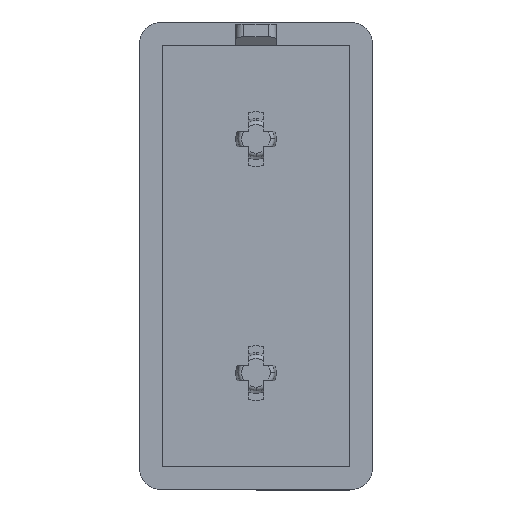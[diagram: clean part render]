
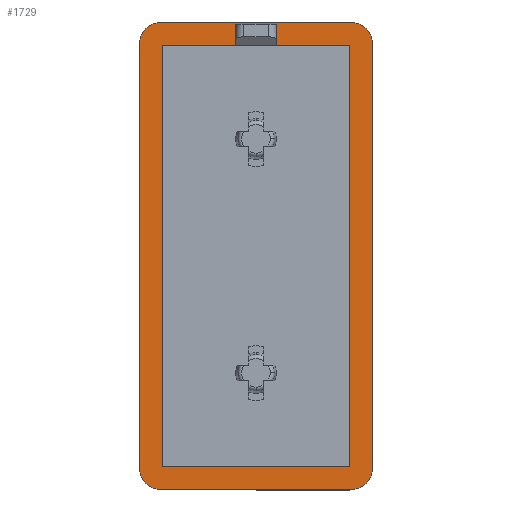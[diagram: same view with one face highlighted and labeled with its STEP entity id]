
A CAD part, top view. The second image highlights one B-rep face of the part: STEP entity #1729.
In plain terms, the highlighted planar face has unit normal (0, 0, 1).
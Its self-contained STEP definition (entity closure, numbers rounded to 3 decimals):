
#55 = EDGE_CURVE ( 'NONE', #130, #862, #1553, .T. ) ;
#58 = ORIENTED_EDGE ( 'NONE', *, *, #1402, .F. ) ;
#65 = CARTESIAN_POINT ( 'NONE',  ( -12., -30., 3. ) ) ;
#71 = DIRECTION ( 'NONE',  ( 0., 0., 1. ) ) ;
#76 = DIRECTION ( 'NONE',  ( -1., 0., 0. ) ) ;
#103 = ORIENTED_EDGE ( 'NONE', *, *, #2090, .T. ) ;
#130 = VERTEX_POINT ( 'NONE', #2874 ) ;
#202 = CARTESIAN_POINT ( 'NONE',  ( 12., 30., 3. ) ) ;
#203 = DIRECTION ( 'NONE',  ( 1., 0., 0. ) ) ;
#220 = CARTESIAN_POINT ( 'NONE',  ( -12., -27., 3. ) ) ;
#276 = EDGE_LOOP ( 'NONE', ( #103, #1481, #1323, #980, #1643, #1301, #2894, #1043 ) ) ;
#296 = DIRECTION ( 'NONE',  ( 0., 1., 0. ) ) ;
#306 = AXIS2_PLACEMENT_3D ( 'NONE', #773, #552, #296 ) ;
#400 = EDGE_CURVE ( 'NONE', #862, #1203, #920, .T. ) ;
#445 = VERTEX_POINT ( 'NONE', #1561 ) ;
#467 = CARTESIAN_POINT ( 'NONE',  ( -15., 27., 3. ) ) ;
#468 = LINE ( 'NONE', #1606, #2614 ) ;
#471 = FACE_BOUND ( 'NONE', #276, .T. ) ;
#512 = VERTEX_POINT ( 'NONE', #1756 ) ;
#547 = DIRECTION ( 'NONE',  ( 0., 1., 0. ) ) ;
#552 = DIRECTION ( 'NONE',  ( 0., 0., 1. ) ) ;
#573 = CARTESIAN_POINT ( 'NONE',  ( -15., -27., 3. ) ) ;
#591 = CARTESIAN_POINT ( 'NONE',  ( 12., -30., 3. ) ) ;
#612 = VECTOR ( 'NONE', #76, 1000. ) ;
#649 = VERTEX_POINT ( 'NONE', #2339 ) ;
#651 = CARTESIAN_POINT ( 'NONE',  ( 2.6, -30., 3. ) ) ;
#663 = EDGE_CURVE ( 'NONE', #1359, #1670, #1934, .T. ) ;
#666 = LINE ( 'NONE', #1404, #2503 ) ;
#669 = CARTESIAN_POINT ( 'NONE',  ( -2.6, 27., 3. ) ) ;
#702 = DIRECTION ( 'NONE',  ( 1., 0., 0. ) ) ;
#735 = VECTOR ( 'NONE', #547, 1000. ) ;
#767 = DIRECTION ( 'NONE',  ( 0., 1., 0. ) ) ;
#773 = CARTESIAN_POINT ( 'NONE',  ( -12., -27., 3. ) ) ;
#776 = LINE ( 'NONE', #591, #2127 ) ;
#787 = CIRCLE ( 'NONE', #2459, 3. ) ;
#788 = ORIENTED_EDGE ( 'NONE', *, *, #899, .T. ) ;
#813 = VERTEX_POINT ( 'NONE', #220 ) ;
#846 = AXIS2_PLACEMENT_3D ( 'NONE', #2273, #2756, #1857 ) ;
#862 = VERTEX_POINT ( 'NONE', #2940 ) ;
#863 = CARTESIAN_POINT ( 'NONE',  ( 15., 30., 3. ) ) ;
#870 = CARTESIAN_POINT ( 'NONE',  ( 12., -27., 3. ) ) ;
#899 = EDGE_CURVE ( 'NONE', #1958, #649, #2547, .T. ) ;
#907 = VECTOR ( 'NONE', #2767, 1000. ) ;
#920 = CIRCLE ( 'NONE', #2573, 3. ) ;
#975 = VECTOR ( 'NONE', #2477, 1000. ) ;
#980 = ORIENTED_EDGE ( 'NONE', *, *, #2243, .T. ) ;
#986 = DIRECTION ( 'NONE',  ( 0., 0., 1. ) ) ;
#1043 = ORIENTED_EDGE ( 'NONE', *, *, #2713, .T. ) ;
#1074 = CIRCLE ( 'NONE', #306, 3. ) ;
#1080 = LINE ( 'NONE', #651, #2746 ) ;
#1139 = VERTEX_POINT ( 'NONE', #2585 ) ;
#1161 = CARTESIAN_POINT ( 'NONE',  ( -12., 27., 3. ) ) ;
#1177 = CARTESIAN_POINT ( 'NONE',  ( 2.6, 27., 3. ) ) ;
#1190 = ORIENTED_EDGE ( 'NONE', *, *, #55, .T. ) ;
#1191 = ORIENTED_EDGE ( 'NONE', *, *, #2184, .T. ) ;
#1196 = CARTESIAN_POINT ( 'NONE',  ( -15., 30., 3. ) ) ;
#1203 = VERTEX_POINT ( 'NONE', #202 ) ;
#1208 = EDGE_LOOP ( 'NONE', ( #788, #1222, #1190, #2868, #1191, #58, #2677, #1571 ) ) ;
#1222 = ORIENTED_EDGE ( 'NONE', *, *, #2913, .T. ) ;
#1301 = ORIENTED_EDGE ( 'NONE', *, *, #1428, .T. ) ;
#1323 = ORIENTED_EDGE ( 'NONE', *, *, #2638, .T. ) ;
#1359 = VERTEX_POINT ( 'NONE', #467 ) ;
#1402 = EDGE_CURVE ( 'NONE', #1359, #1139, #787, .T. ) ;
#1404 = CARTESIAN_POINT ( 'NONE',  ( -15., 27., 3. ) ) ;
#1424 = CARTESIAN_POINT ( 'NONE',  ( 15., -30., 3. ) ) ;
#1428 = EDGE_CURVE ( 'NONE', #2372, #1827, #2855, .T. ) ;
#1436 = CARTESIAN_POINT ( 'NONE',  ( 12., 27., 3. ) ) ;
#1481 = ORIENTED_EDGE ( 'NONE', *, *, #2656, .T. ) ;
#1484 = VECTOR ( 'NONE', #702, 1000. ) ;
#1553 = LINE ( 'NONE', #863, #975 ) ;
#1560 = DIRECTION ( 'NONE',  ( 0., -1., 0. ) ) ;
#1561 = CARTESIAN_POINT ( 'NONE',  ( 12., 27., 3. ) ) ;
#1571 = ORIENTED_EDGE ( 'NONE', *, *, #1786, .T. ) ;
#1606 = CARTESIAN_POINT ( 'NONE',  ( -15., 27., 3. ) ) ;
#1643 = ORIENTED_EDGE ( 'NONE', *, *, #1651, .T. ) ;
#1651 = EDGE_CURVE ( 'NONE', #1698, #2372, #666, .T. ) ;
#1670 = VERTEX_POINT ( 'NONE', #2310 ) ;
#1677 = DIRECTION ( 'NONE',  ( 0., -1., 0. ) ) ;
#1679 = CARTESIAN_POINT ( 'NONE',  ( -12., 27., 3. ) ) ;
#1694 = CARTESIAN_POINT ( 'NONE',  ( -2.6, -30., 3. ) ) ;
#1698 = VERTEX_POINT ( 'NONE', #1161 ) ;
#1729 = ADVANCED_FACE ( 'NONE', ( #2508, #471 ), #2284, .T. ) ;
#1756 = CARTESIAN_POINT ( 'NONE',  ( 2.6, 29.7, 3. ) ) ;
#1763 = CARTESIAN_POINT ( 'NONE',  ( -12., -30., 3. ) ) ;
#1771 = VECTOR ( 'NONE', #1677, 1000. ) ;
#1786 = EDGE_CURVE ( 'NONE', #1670, #1958, #1074, .T. ) ;
#1810 = CARTESIAN_POINT ( 'NONE',  ( -15., 29.7, 3. ) ) ;
#1825 = DIRECTION ( 'NONE',  ( 1., 0., 0. ) ) ;
#1827 = VERTEX_POINT ( 'NONE', #2830 ) ;
#1853 = LINE ( 'NONE', #1810, #2430 ) ;
#1857 = DIRECTION ( 'NONE',  ( 0., 1., 0. ) ) ;
#1875 = VERTEX_POINT ( 'NONE', #1177 ) ;
#1934 = LINE ( 'NONE', #1196, #1771 ) ;
#1951 = DIRECTION ( 'NONE',  ( 0., 0., -1. ) ) ;
#1958 = VERTEX_POINT ( 'NONE', #1763 ) ;
#2040 = EDGE_CURVE ( 'NONE', #1827, #512, #1853, .T. ) ;
#2086 = DIRECTION ( 'NONE',  ( 1., 0., 0. ) ) ;
#2088 = VECTOR ( 'NONE', #2097, 1000. ) ;
#2090 = EDGE_CURVE ( 'NONE', #1875, #445, #468, .T. ) ;
#2097 = DIRECTION ( 'NONE',  ( -1., 0., 0. ) ) ;
#2124 = CIRCLE ( 'NONE', #846, 3. ) ;
#2127 = VECTOR ( 'NONE', #2164, 1000. ) ;
#2141 = LINE ( 'NONE', #65, #907 ) ;
#2164 = DIRECTION ( 'NONE',  ( 0., -1., 0. ) ) ;
#2184 = EDGE_CURVE ( 'NONE', #1203, #1139, #2569, .T. ) ;
#2243 = EDGE_CURVE ( 'NONE', #813, #1698, #2141, .T. ) ;
#2273 = CARTESIAN_POINT ( 'NONE',  ( 12., -27., 3. ) ) ;
#2284 = PLANE ( 'NONE',  #2458 ) ;
#2310 = CARTESIAN_POINT ( 'NONE',  ( -15., -27., 3. ) ) ;
#2339 = CARTESIAN_POINT ( 'NONE',  ( 12., -30., 3. ) ) ;
#2372 = VERTEX_POINT ( 'NONE', #669 ) ;
#2395 = DIRECTION ( 'NONE',  ( 0., 1., 0. ) ) ;
#2430 = VECTOR ( 'NONE', #1825, 1000. ) ;
#2458 = AXIS2_PLACEMENT_3D ( 'NONE', #2817, #71, #2086 ) ;
#2459 = AXIS2_PLACEMENT_3D ( 'NONE', #1679, #1951, #2395 ) ;
#2477 = DIRECTION ( 'NONE',  ( 0., 1., 0. ) ) ;
#2503 = VECTOR ( 'NONE', #2521, 1000. ) ;
#2508 = FACE_OUTER_BOUND ( 'NONE', #1208, .T. ) ;
#2521 = DIRECTION ( 'NONE',  ( 1., 0., 0. ) ) ;
#2547 = LINE ( 'NONE', #1424, #1484 ) ;
#2569 = LINE ( 'NONE', #2812, #2088 ) ;
#2573 = AXIS2_PLACEMENT_3D ( 'NONE', #1436, #986, #767 ) ;
#2585 = CARTESIAN_POINT ( 'NONE',  ( -12., 30., 3. ) ) ;
#2608 = LINE ( 'NONE', #573, #612 ) ;
#2614 = VECTOR ( 'NONE', #203, 1000. ) ;
#2638 = EDGE_CURVE ( 'NONE', #2757, #813, #2608, .T. ) ;
#2656 = EDGE_CURVE ( 'NONE', #445, #2757, #776, .T. ) ;
#2677 = ORIENTED_EDGE ( 'NONE', *, *, #663, .T. ) ;
#2713 = EDGE_CURVE ( 'NONE', #512, #1875, #1080, .T. ) ;
#2746 = VECTOR ( 'NONE', #1560, 1000. ) ;
#2756 = DIRECTION ( 'NONE',  ( 0., 0., 1. ) ) ;
#2757 = VERTEX_POINT ( 'NONE', #870 ) ;
#2767 = DIRECTION ( 'NONE',  ( 0., 1., 0. ) ) ;
#2812 = CARTESIAN_POINT ( 'NONE',  ( 15., 30., 3. ) ) ;
#2817 = CARTESIAN_POINT ( 'NONE',  ( -15., -30., 3. ) ) ;
#2830 = CARTESIAN_POINT ( 'NONE',  ( -2.6, 29.7, 3. ) ) ;
#2855 = LINE ( 'NONE', #1694, #735 ) ;
#2868 = ORIENTED_EDGE ( 'NONE', *, *, #400, .T. ) ;
#2874 = CARTESIAN_POINT ( 'NONE',  ( 15., -27., 3. ) ) ;
#2894 = ORIENTED_EDGE ( 'NONE', *, *, #2040, .T. ) ;
#2913 = EDGE_CURVE ( 'NONE', #649, #130, #2124, .T. ) ;
#2940 = CARTESIAN_POINT ( 'NONE',  ( 15., 27., 3. ) ) ;
